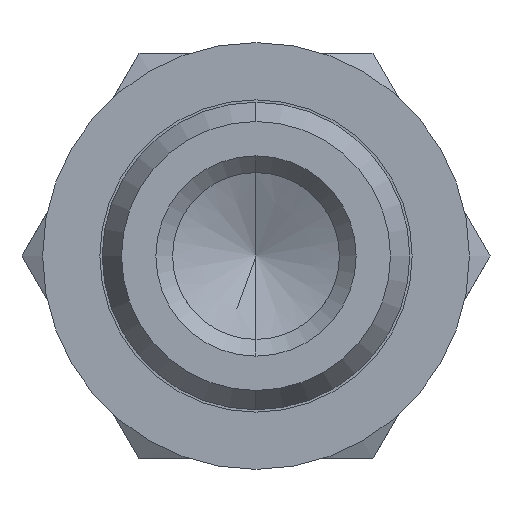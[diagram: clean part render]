
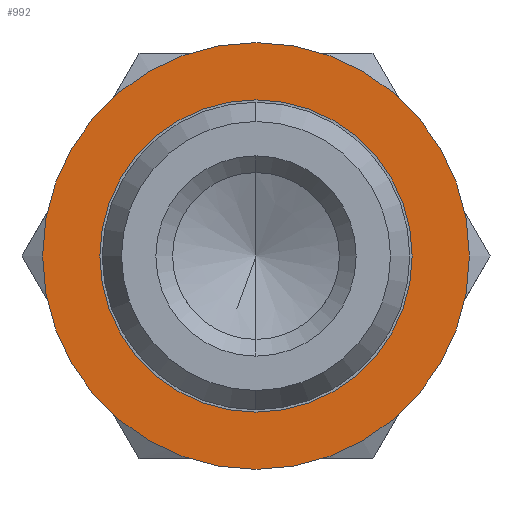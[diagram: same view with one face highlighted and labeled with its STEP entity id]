
A CAD part, front view. The second image highlights one B-rep face of the part: STEP entity #992.
In plain terms, the highlighted planar face has unit normal (0, -1, 0).
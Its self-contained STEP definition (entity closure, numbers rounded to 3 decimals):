
#992 = ADVANCED_FACE ( 'NONE', ( #2585, #2584 ), #2583, .T. ) ;
#994 = EDGE_CURVE ( 'NONE', #1009, #1007, #2634, .T. ) ;
#1004 = EDGE_CURVE ( 'NONE', #1007, #1009, #2701, .T. ) ;
#1007 = VERTEX_POINT ( 'NONE', #2773 ) ;
#1009 = VERTEX_POINT ( 'NONE', #2772 ) ;
#1011 = EDGE_CURVE ( 'NONE', #1148, #1080, #2770, .T. ) ;
#1013 = ORIENTED_EDGE ( 'NONE', *, *, #1011, .F. ) ;
#1015 = ORIENTED_EDGE ( 'NONE', *, *, #1004, .T. ) ;
#1019 = ORIENTED_EDGE ( 'NONE', *, *, #994, .T. ) ;
#1020 = EDGE_LOOP ( 'NONE', ( #1015, #1019 ) ) ;
#1034 = EDGE_LOOP ( 'NONE', ( #1013, #1035 ) ) ;
#1035 = ORIENTED_EDGE ( 'NONE', *, *, #1061, .F. ) ;
#1061 = EDGE_CURVE ( 'NONE', #1080, #1148, #2669, .T. ) ;
#1080 = VERTEX_POINT ( 'NONE', #2643 ) ;
#1148 = VERTEX_POINT ( 'NONE', #2084 ) ;
#2084 = CARTESIAN_POINT ( 'NONE',  ( 0., 0., -6.55 ) ) ;
#2579 = DIRECTION ( 'NONE',  ( 0., 0., -1. ) ) ;
#2580 = DIRECTION ( 'NONE',  ( 0., -1., 0. ) ) ;
#2581 = CARTESIAN_POINT ( 'NONE',  ( 6.55, 0., 0. ) ) ;
#2582 = AXIS2_PLACEMENT_3D ( 'NONE', #2581, #2580, #2579 ) ;
#2583 = PLANE ( 'NONE',  #2582 ) ;
#2584 = FACE_BOUND ( 'NONE', #1034, .T. ) ;
#2585 = FACE_OUTER_BOUND ( 'NONE', #1020, .T. ) ;
#2630 = DIRECTION ( 'NONE',  ( 0., 0., -1. ) ) ;
#2631 = DIRECTION ( 'NONE',  ( 0., -1., 0. ) ) ;
#2632 = CARTESIAN_POINT ( 'NONE',  ( 0., 0., 0. ) ) ;
#2633 = AXIS2_PLACEMENT_3D ( 'NONE', #2632, #2631, #2630 ) ;
#2634 = CIRCLE ( 'NONE', #2633, 8.95 ) ;
#2643 = CARTESIAN_POINT ( 'NONE',  ( 0., 0., 6.55 ) ) ;
#2665 = DIRECTION ( 'NONE',  ( 0., 0., -1. ) ) ;
#2666 = DIRECTION ( 'NONE',  ( 0., -1., 0. ) ) ;
#2667 = CARTESIAN_POINT ( 'NONE',  ( 0., 0., 0. ) ) ;
#2668 = AXIS2_PLACEMENT_3D ( 'NONE', #2667, #2666, #2665 ) ;
#2669 = CIRCLE ( 'NONE', #2668, 6.55 ) ;
#2701 = CIRCLE ( 'NONE', #2778, 8.95 ) ;
#2766 = DIRECTION ( 'NONE',  ( 0., 0., -1. ) ) ;
#2767 = DIRECTION ( 'NONE',  ( 0., -1., 0. ) ) ;
#2768 = CARTESIAN_POINT ( 'NONE',  ( 0., 0., 0. ) ) ;
#2769 = AXIS2_PLACEMENT_3D ( 'NONE', #2768, #2767, #2766 ) ;
#2770 = CIRCLE ( 'NONE', #2769, 6.55 ) ;
#2772 = CARTESIAN_POINT ( 'NONE',  ( 0., 0., 8.95 ) ) ;
#2773 = CARTESIAN_POINT ( 'NONE',  ( 0., 0., -8.95 ) ) ;
#2775 = DIRECTION ( 'NONE',  ( 0., 0., -1. ) ) ;
#2776 = DIRECTION ( 'NONE',  ( 0., -1., 0. ) ) ;
#2777 = CARTESIAN_POINT ( 'NONE',  ( 0., 0., 0. ) ) ;
#2778 = AXIS2_PLACEMENT_3D ( 'NONE', #2777, #2776, #2775 ) ;
